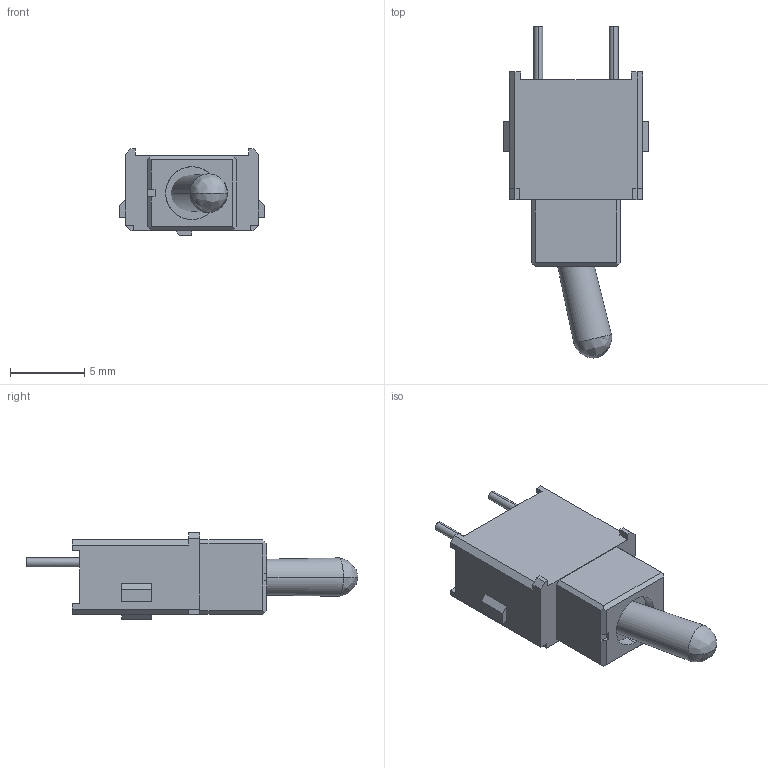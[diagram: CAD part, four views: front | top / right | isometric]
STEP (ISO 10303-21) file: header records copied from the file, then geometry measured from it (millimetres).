
FILE_DESCRIPTION(/* description */ (''),/* implementation_level */ '2;1');
FILE_NAME(/* name */ 'switch',/* time_stamp */ '2019-10-26T10:13:52-05:00',/* author */ (''),/* organization */ (''),/* preprocessor_version */ 'ST-DEVELOPER v16.5',/* originating_system */ '',/* authorisation */ '');
FILE_SCHEMA (('CONFIG_CONTROL_DESIGN'));
Length unit declared in the file: millimetre
Products named in the file (1): Document
Bounding box: 9.8 x 22.36 x 5.84 mm (x, y, z)
Volume: 522.4 mm3; surface area: 558.7 mm2
Topology: 3 solids, 3 shells, 96 faces, 247 edges, 160 vertices
Faces by surface type: plane 84, bspline 12
Entity records: 2676 total; most frequent: CARTESIAN_POINT 915, ORIENTED_EDGE 486, EDGE_CURVE 243, B_SPLINE_CURVE_WITH_KNOTS 225, VERTEX_POINT 160, EDGE_LOOP 103, ADVANCED_FACE 96, FACE_OUTER_BOUND 96
